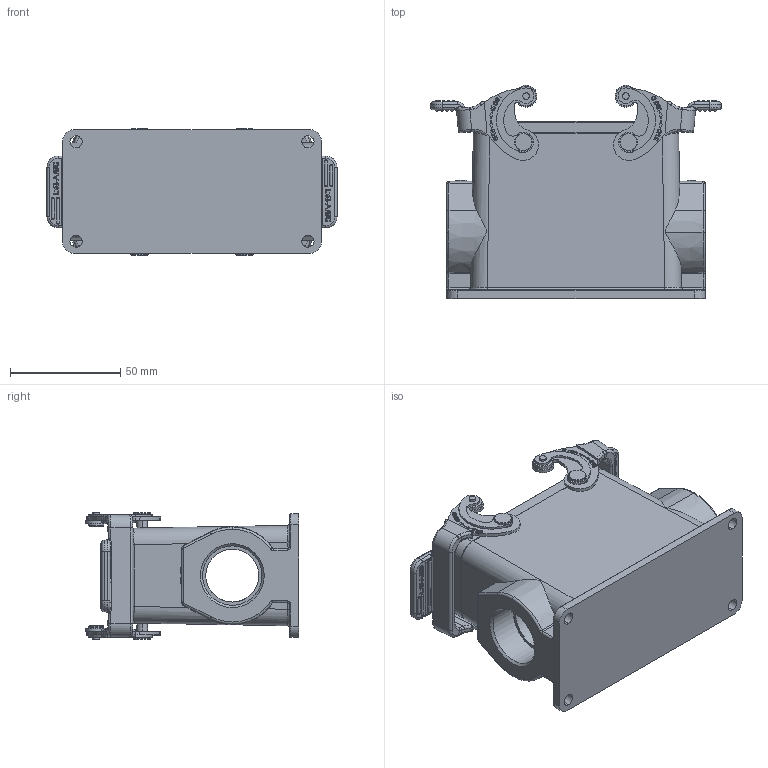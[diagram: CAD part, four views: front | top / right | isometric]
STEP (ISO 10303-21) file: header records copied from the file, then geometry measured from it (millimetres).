
FILE_DESCRIPTION(/* description */ (''),/* implementation_level */ '2;1');
FILE_NAME(/* name */ '3D_1240162415031_HV16B-SFH-2L_SC-2PG21_V1.1.stp',/* time_stamp */ '2024-01-02T15:21:30+08:00',/* author */ (''),/* organization */ (''),/* preprocessor_version */ 'ST-DEVELOPER v18.1',/* originating_system */ 'SIEMENS PLM Software NX 1980',/* authorisation */ '');
FILE_SCHEMA (('AUTOMOTIVE_DESIGN { 1 0 10303 214 3 1 1 1 }'));
Products named in the file (1): 145924985FBBm33c
Bounding box: 131.4 x 96.5 x 57.5 mm (x, y, z)
Volume: 176277.3 mm3; surface area: 68203.4 mm2
Topology: 1 solids, 5 shells, 1499 faces, 4060 edges, 2678 vertices
Faces by surface type: plane 716, cylinder 461, torus 106, extrusion 84, bspline 48, cone 46, sphere 38
Full cylindrical faces by diameter (mm): 24 x2, 26.9 x2
Entity records: 63288 total; most frequent: CARTESIAN_POINT 19278, ORIENTED_EDGE 8002, DIRECTION 6773, EDGE_CURVE 4009, VERTEX_POINT 2677, AXIS2_PLACEMENT_3D 2420, VECTOR 1933, LINE 1849
